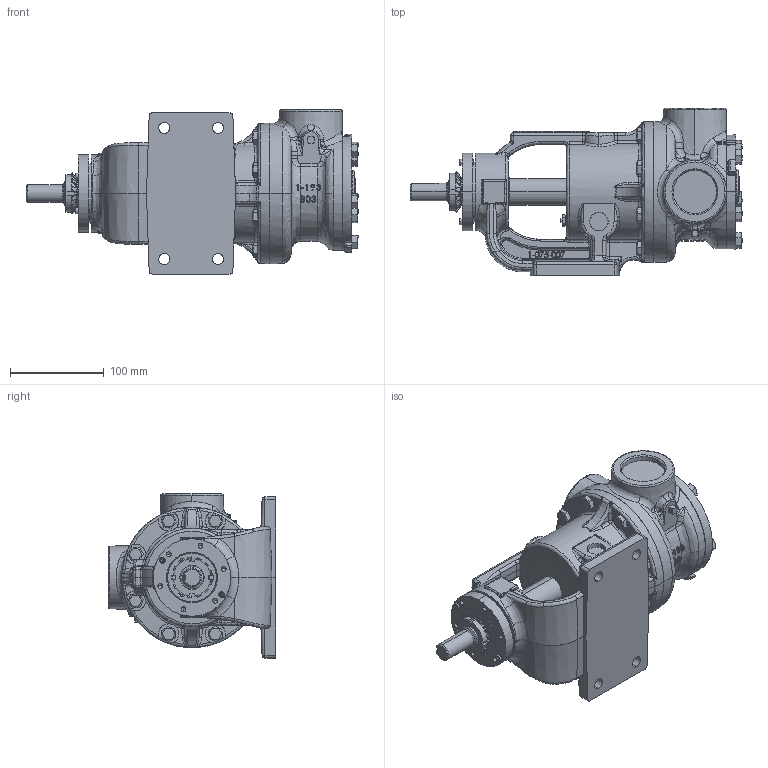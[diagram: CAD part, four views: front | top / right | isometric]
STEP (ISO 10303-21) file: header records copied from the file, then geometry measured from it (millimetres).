
FILE_DESCRIPTION (( 'STEP AP214' ), '1' );
FILE_NAME ('H724.STEP', '2016-08-24T21:30:55', ( '' ), ( '' ), 'SwSTEP 2.0', 'SolidWorks 2015', '' );
FILE_SCHEMA (( 'AUTOMOTIVE_DESIGN' ));
Length unit declared in the file: inch
Products named in the file (1): H724
Bounding box: 353.39 x 177.8 x 174.62 mm (x, y, z)
Volume: 2997409.4 mm3; surface area: 228713.5 mm2
Topology: 1 solids, 1 shells, 1859 faces, 4636 edges, 2806 vertices
Faces by surface type: bspline 659, plane 576, cylinder 343, cone 281
Entity records: 121257 total; most frequent: CARTESIAN_POINT 58569, ORIENTED_EDGE 9138, DIRECTION 6367, EDGE_CURVE 4569, VERTEX_POINT 2806, AXIS2_PLACEMENT_3D 2426, EDGE_LOOP 1965, DIMENSIONAL_EXPONENTS 1862
